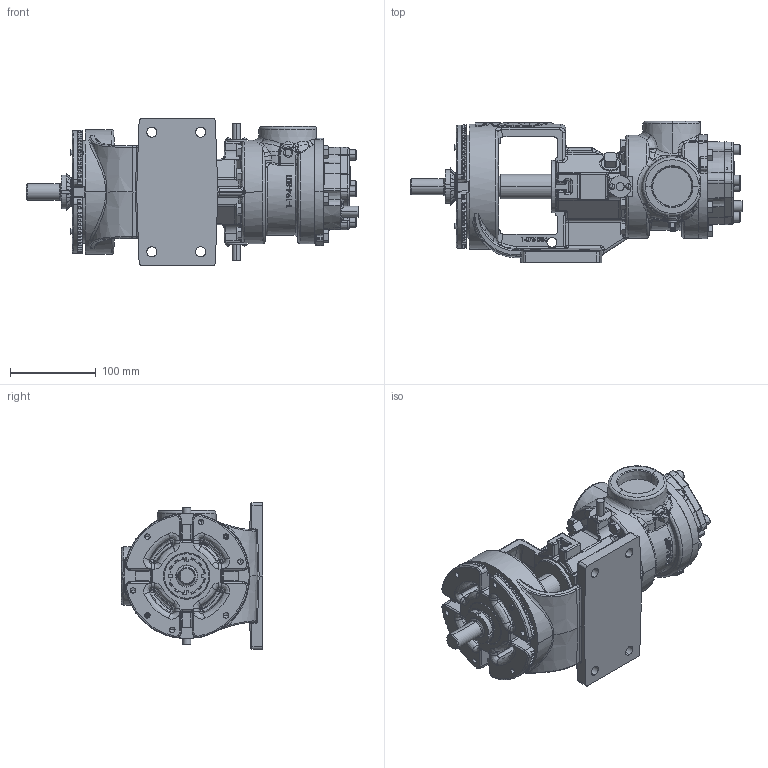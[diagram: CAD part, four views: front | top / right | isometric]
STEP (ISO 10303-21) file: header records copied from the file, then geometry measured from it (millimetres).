
FILE_DESCRIPTION (( 'STEP AP214' ), '1' );
FILE_NAME ('H124E.STEP', '2018-01-26T16:58:44', ( '' ), ( '' ), 'SwSTEP 2.0', 'SolidWorks 2017', '' );
FILE_SCHEMA (( 'AUTOMOTIVE_DESIGN' ));
Length unit declared in the file: inch
Products named in the file (2): H124E
Bounding box: 387.81 x 165.46 x 171.45 mm (x, y, z)
Volume: 2949305.8 mm3; surface area: 285437 mm2
Topology: 1 solids, 1 shells, 2893 faces, 7388 edges, 4519 vertices
Faces by surface type: bspline 906, plane 810, cylinder 806, cone 371
Entity records: 196021 total; most frequent: CARTESIAN_POINT 109820, ORIENTED_EDGE 14588, DIRECTION 10698, EDGE_CURVE 7294, VERTEX_POINT 4519, AXIS2_PLACEMENT_3D 4197, EDGE_LOOP 3029, FACE_OUTER_BOUND 2893
